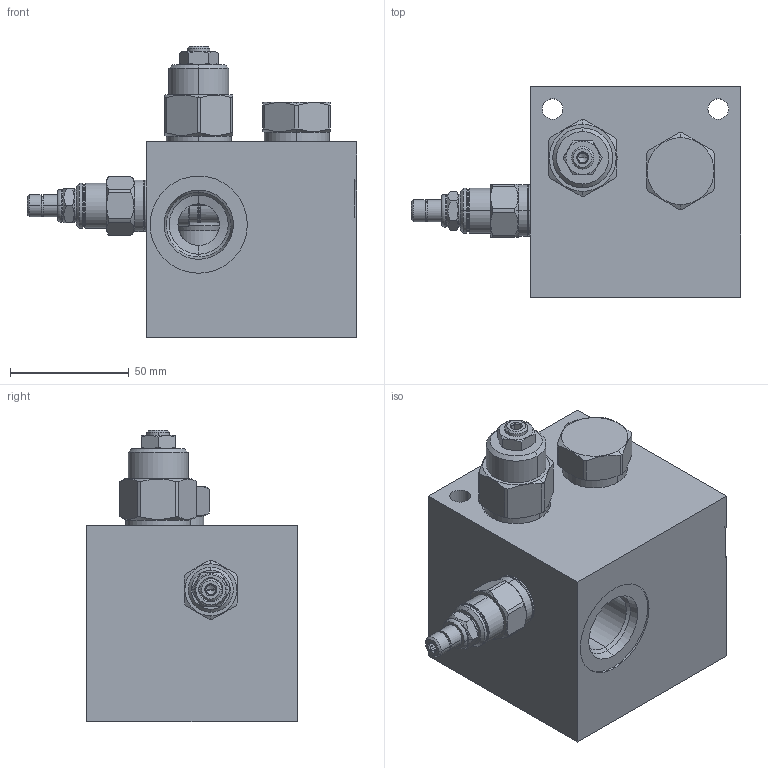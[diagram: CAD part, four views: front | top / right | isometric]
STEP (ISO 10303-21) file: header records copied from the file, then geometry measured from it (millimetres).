
FILE_DESCRIPTION((''),'2;1');
FILE_NAME('YRESLANAL_ASM','2024-02-20T',('ProEService'),(''),'PRO/ENGINEER BY PARAMETRIC TECHNOLOGY CORPORATION, 2014200','PRO/ENGINEER BY PARAMETRIC TECHNOLOGY CORPORATION, 2014200','');
FILE_SCHEMA(('CONFIG_CONTROL_DESIGN'));
Length unit declared in the file: inch
Products named in the file (5): 150-900-004; RPECLAN; CBEJLIN; CXFAXCN; YRESLANAL_ASM
Assembly tree (4 placements, depth 2):
  YRESLANAL_ASM
    150-900-004
    RPECLAN
    CBEJLIN
    CXFAXCN
Bounding box: 139.01 x 88.9 x 122.78 mm (x, y, z)
Volume: 596035.7 mm3; surface area: 98531.6 mm2
Topology: 11 solids, 13 shells, 696 faces, 1903 edges, 1405 vertices
Faces by surface type: cylinder 270, cone 174, plane 140, torus 92, revolution 20
Entity records: 25349 total; most frequent: CARTESIAN_POINT 7570, DIRECTION 3921, ORIENTED_EDGE 3214, EDGE_CURVE 1607, AXIS2_PLACEMENT_3D 1539, VERTEX_POINT 979, CIRCLE 842, VECTOR 823
